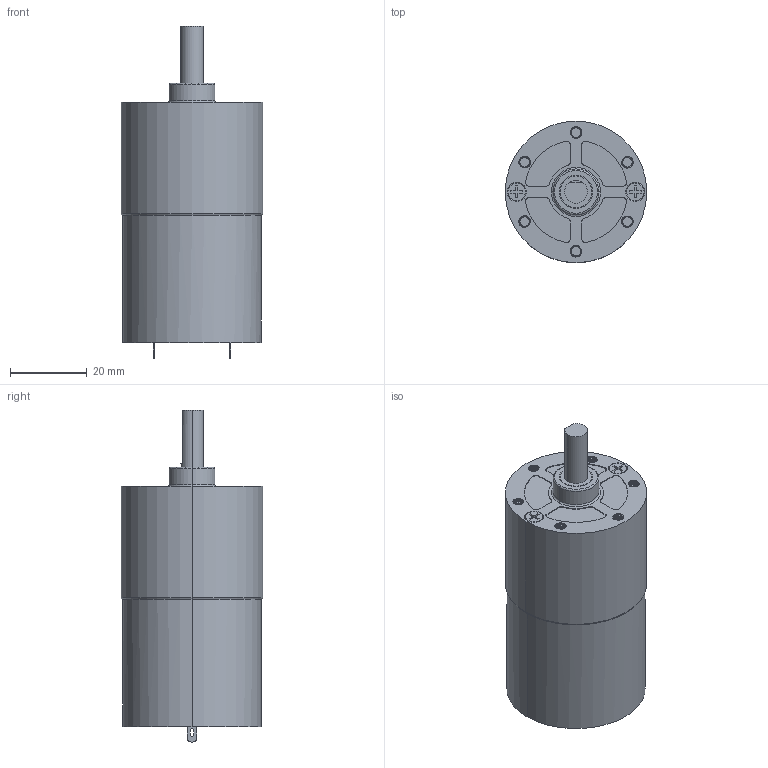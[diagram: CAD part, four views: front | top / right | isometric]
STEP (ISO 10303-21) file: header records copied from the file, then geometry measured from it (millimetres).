
FILE_DESCRIPTION (( 'STEP AP203' ), '1' );
FILE_NAME ('Greartisan DC 12V 30RPM High Torque Electric Micro Speed Reduction Geared Motor 37mm Diameter (best selling amazon A18IHNL4DD28Y).STEP', '2022-10-08T21:02:02', ( '' ), ( '' ), 'SwSTEP 2.0', 'SolidWorks 2021', '' );
FILE_SCHEMA (( 'CONFIG_CONTROL_DESIGN' ));
Length unit declared in the file: millimetre
Products named in the file (1): Greartisan DC 12V 30RPM High Torque Electric Micro Speed Reduction Geared Motor 37mm Diameter (best selling amazon A18IHNL4DD28Y)
Bounding box: 37 x 37 x 86.8 mm (x, y, z)
Volume: 65546.7 mm3; surface area: 10503.8 mm2
Topology: 1 solids, 1 shells, 334 faces, 884 edges, 576 vertices
Faces by surface type: cylinder 194, plane 98, bspline 24, torus 10, cone 8
Entity records: 19513 total; most frequent: CARTESIAN_POINT 11905, ORIENTED_EDGE 1768, DIRECTION 1406, EDGE_CURVE 884, VERTEX_POINT 576, AXIS2_PLACEMENT_3D 497, LINE 412, VECTOR 412
